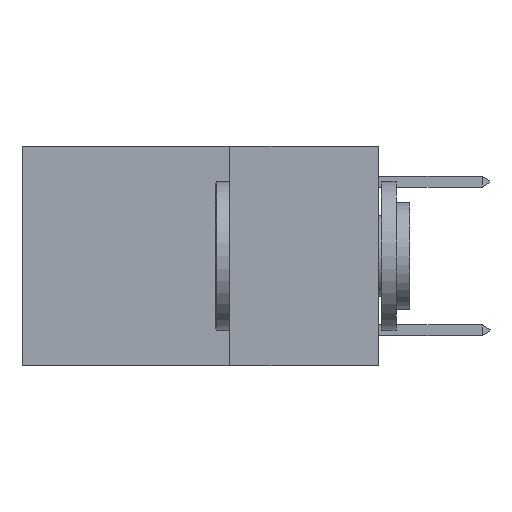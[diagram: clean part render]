
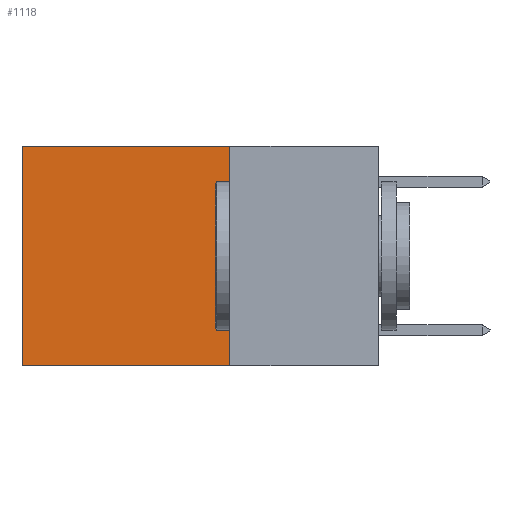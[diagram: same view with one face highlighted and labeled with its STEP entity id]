
A CAD part, left-side view. The second image highlights one B-rep face of the part: STEP entity #1118.
In plain terms, the highlighted planar face has unit normal (-1, 0, 0).
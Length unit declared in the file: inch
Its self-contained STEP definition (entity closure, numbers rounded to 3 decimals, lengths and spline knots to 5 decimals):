
#142 = DIRECTION ( 'NONE',  ( 0., 0., -1. ) ) ;
#168 = DIRECTION ( 'NONE',  ( 1., 0., 0. ) ) ;
#292 = CARTESIAN_POINT ( 'NONE',  ( 0.2625, 0.25, -0.37 ) ) ;
#505 = PLANE ( 'NONE',  #10386 ) ;
#509 = CARTESIAN_POINT ( 'NONE',  ( 0.2625, 0.6, 0. ) ) ;
#619 = CARTESIAN_POINT ( 'NONE',  ( 0.2625, 0.25, 0. ) ) ;
#907 = CARTESIAN_POINT ( 'NONE',  ( 0.2625, 0.25, 0. ) ) ;
#984 = CARTESIAN_POINT ( 'NONE',  ( 0.2625, 0.25, 0. ) ) ;
#1118 = ADVANCED_FACE ( 'NONE', ( #2354 ), #505, .F. ) ;
#1200 = LINE ( 'NONE', #509, #5853 ) ;
#1721 = DIRECTION ( 'NONE',  ( 0., 0., -1. ) ) ;
#2224 = VECTOR ( 'NONE', #4437, 39.37008 ) ;
#2354 = FACE_OUTER_BOUND ( 'NONE', #7333, .T. ) ;
#2444 = VECTOR ( 'NONE', #12180, 39.37008 ) ;
#2455 = EDGE_CURVE ( 'NONE', #3662, #11275, #4805, .T. ) ;
#2733 = ORIENTED_EDGE ( 'NONE', *, *, #6079, .T. ) ;
#2759 = LINE ( 'NONE', #619, #2444 ) ;
#3131 = EDGE_CURVE ( 'NONE', #3662, #10916, #2759, .T. ) ;
#3207 = ORIENTED_EDGE ( 'NONE', *, *, #5132, .F. ) ;
#3254 = ORIENTED_EDGE ( 'NONE', *, *, #3131, .F. ) ;
#3506 = ORIENTED_EDGE ( 'NONE', *, *, #2455, .T. ) ;
#3662 = VERTEX_POINT ( 'NONE', #907 ) ;
#4437 = DIRECTION ( 'NONE',  ( 0., 1., 0. ) ) ;
#4805 = LINE ( 'NONE', #8239, #9523 ) ;
#5132 = EDGE_CURVE ( 'NONE', #10916, #7510, #11882, .T. ) ;
#5853 = VECTOR ( 'NONE', #1721, 39.37008 ) ;
#6079 = EDGE_CURVE ( 'NONE', #11275, #7510, #1200, .T. ) ;
#7333 = EDGE_LOOP ( 'NONE', ( #2733, #3207, #3254, #3506 ) ) ;
#7510 = VERTEX_POINT ( 'NONE', #12126 ) ;
#7615 = CARTESIAN_POINT ( 'NONE',  ( 0.2625, 0.6, 0. ) ) ;
#8239 = CARTESIAN_POINT ( 'NONE',  ( 0.2625, 0.25, 0. ) ) ;
#9199 = DIRECTION ( 'NONE',  ( 0., 1., 0. ) ) ;
#9523 = VECTOR ( 'NONE', #9199, 39.37008 ) ;
#10386 = AXIS2_PLACEMENT_3D ( 'NONE', #984, #168, #142 ) ;
#10916 = VERTEX_POINT ( 'NONE', #11968 ) ;
#11275 = VERTEX_POINT ( 'NONE', #7615 ) ;
#11882 = LINE ( 'NONE', #292, #2224 ) ;
#11968 = CARTESIAN_POINT ( 'NONE',  ( 0.2625, 0.25, -0.37 ) ) ;
#12126 = CARTESIAN_POINT ( 'NONE',  ( 0.2625, 0.6, -0.37 ) ) ;
#12180 = DIRECTION ( 'NONE',  ( 0., 0., -1. ) ) ;
